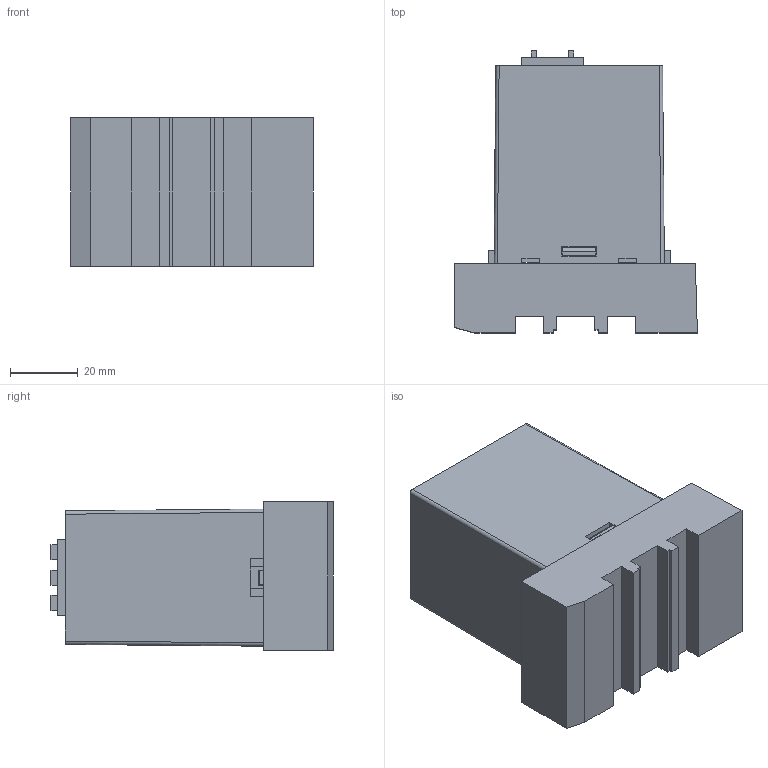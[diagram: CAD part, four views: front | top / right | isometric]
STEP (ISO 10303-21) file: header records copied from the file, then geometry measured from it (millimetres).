
FILE_DESCRIPTION (( 'STEP AP214' ), '1' );
FILE_NAME ('13JSZ3P.STEP', '2025-05-23T02:42:16', ( '微软用户' ), ( '微软中国' ), 'SwSTEP 2.0', 'SolidWorks 2014', '' );
FILE_SCHEMA (( 'AUTOMOTIVE_DESIGN' ));
Length unit declared in the file: millimetre
Products named in the file (12): 13JSZ3P; 盄繚啣1; 樟萇ん2; 盄繚啣2; 菁釱1; 俋褲; 菁釱; 諉揖裝; 曹揤ん2; 醱啣; 奀潔覃淕ん; 盄繚啣3
Assembly tree (20 placements, depth 2):
  13JSZ3P
    俋褲
    醱啣
    奀潔覃淕ん
    盄繚啣3
    盄繚啣2  x2
    樟萇ん2  x2
    盄繚啣1
    曹揤ん2
    菁釱1
    諉揖裝  x8
    菁釱
Bounding box: 71.7 x 83.3 x 43.8 mm (x, y, z)
Volume: 121766 mm3; surface area: 69713 mm2
Topology: 26 solids, 26 shells, 797 faces, 2125 edges, 1393 vertices
Faces by surface type: plane 578, cylinder 159, cone 35, sphere 16, bspline 7, torus 2
Entity records: 28818 total; most frequent: CARTESIAN_POINT 4173, ORIENTED_EDGE 3670, DIRECTION 3444, EDGE_CURVE 1835, LINE 1496, VECTOR 1496, VERTEX_POINT 1212, AXIS2_PLACEMENT_3D 974
